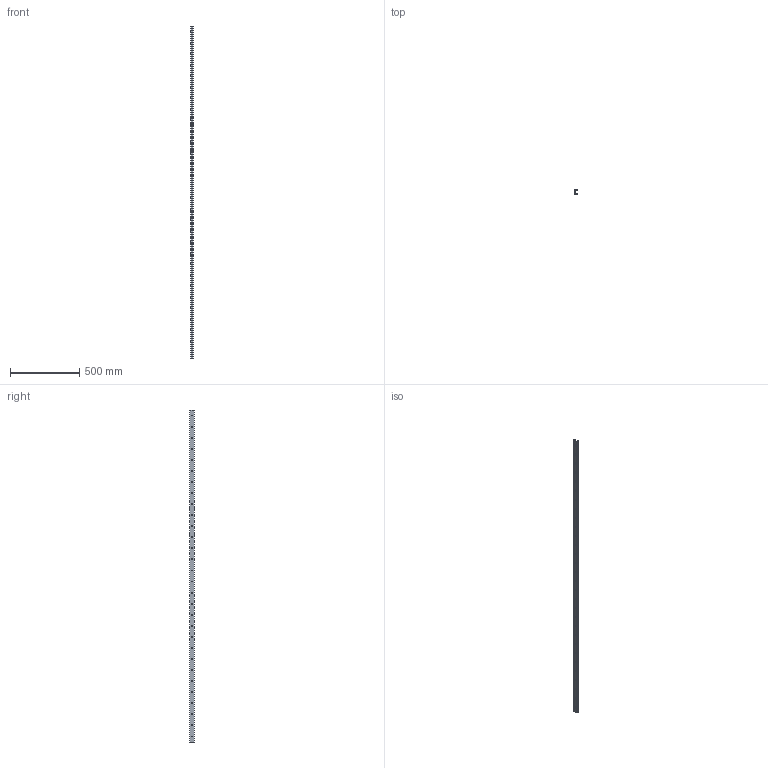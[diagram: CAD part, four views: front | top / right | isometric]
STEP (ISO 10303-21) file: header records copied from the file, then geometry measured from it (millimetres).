
FILE_DESCRIPTION(/* description */ ('Alibre Inc.'),/* implementation_level */ '2;1');
FILE_NAME(/* name */ 'export0',/* time_stamp */ '2010-12-08T16:56:02+01:00',/* author */ (''),/* organization */ (''),/* preprocessor_version */ 'ST-DEVELOPER v10',/* originating_system */ 'Alibre',/* authorisation */ '');
FILE_SCHEMA (('AUTOMOTIVE_DESIGN'));
Length unit declared in the file: millimetre
Bounding box: 16.5 x 35 x 2400 mm (x, y, z)
Volume: 522239.1 mm3; surface area: 302012.2 mm2
Topology: 1 solids, 1 shells, 88 faces, 258 edges, 172 vertices
Faces by surface type: cylinder 43, cone 30, plane 15
Full cylindrical faces by diameter (mm): 6.6 x30
Entity records: 2528 total; most frequent: DIRECTION 445, CARTESIAN_POINT 398, ORIENTED_EDGE 336, EDGE_LOOP 208, FACE_BOUND 208, AXIS2_PLACEMENT_3D 204, EDGE_CURVE 168, VERTEX_POINT 142
